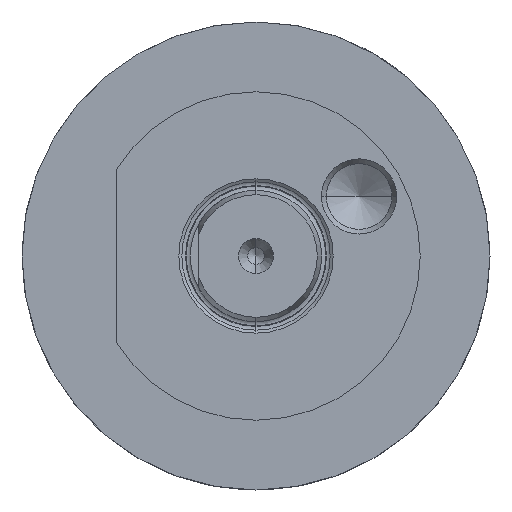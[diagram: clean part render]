
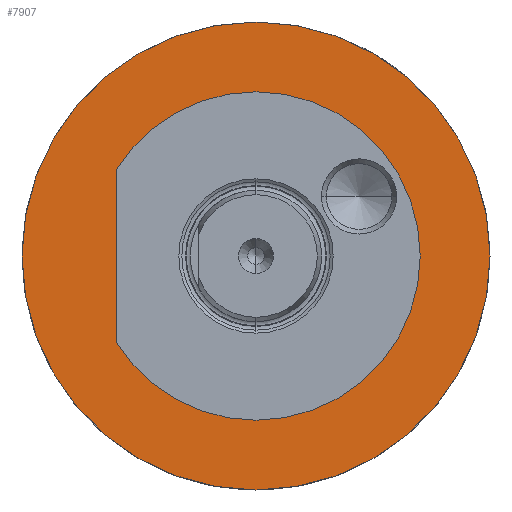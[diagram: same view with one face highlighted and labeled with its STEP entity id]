
A CAD part, left-side view. The second image highlights one B-rep face of the part: STEP entity #7907.
In plain terms, the highlighted planar face has unit normal (-1, 0, 0).
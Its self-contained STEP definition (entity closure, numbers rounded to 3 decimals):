
#858 = CARTESIAN_POINT ( 'NONE',  ( 5., 17., 28.501 ) ) ;
#1388 = CARTESIAN_POINT ( 'NONE',  ( 5., 17., 10.536 ) ) ;
#1862 = VERTEX_POINT ( 'NONE', #1388 ) ;
#2093 = FACE_OUTER_BOUND ( 'NONE', #9228, .T. ) ;
#2135 = DIRECTION ( 'NONE',  ( -1., 0., 0. ) ) ;
#2652 = AXIS2_PLACEMENT_3D ( 'NONE', #22708, #9314, #24983 ) ;
#4452 = CARTESIAN_POINT ( 'NONE',  ( 5., 17., -10.536 ) ) ;
#4646 = EDGE_CURVE ( 'NONE', #12821, #15188, #12823, .T. ) ;
#5491 = CIRCLE ( 'NONE', #15430, 20. ) ;
#6377 = EDGE_CURVE ( 'NONE', #17484, #1862, #11063, .T. ) ;
#6595 = DIRECTION ( 'NONE',  ( 1., 0., 0. ) ) ;
#6708 = AXIS2_PLACEMENT_3D ( 'NONE', #15569, #2135, #17817 ) ;
#6802 = AXIS2_PLACEMENT_3D ( 'NONE', #26640, #13158, #28909 ) ;
#6807 = ORIENTED_EDGE ( 'NONE', *, *, #25118, .F. ) ;
#6962 = CIRCLE ( 'NONE', #2652, 28.5 ) ;
#7834 = DIRECTION ( 'NONE',  ( -1., 0., 0. ) ) ;
#7907 = ADVANCED_FACE ( 'NONE', ( #25974, #2093 ), #22167, .F. ) ;
#8048 = ORIENTED_EDGE ( 'NONE', *, *, #17072, .F. ) ;
#9228 = EDGE_LOOP ( 'NONE', ( #24110, #9925 ) ) ;
#9314 = DIRECTION ( 'NONE',  ( -1., 0., 0. ) ) ;
#9473 = ORIENTED_EDGE ( 'NONE', *, *, #6377, .F. ) ;
#9925 = ORIENTED_EDGE ( 'NONE', *, *, #4646, .T. ) ;
#10947 = CIRCLE ( 'NONE', #6802, 20. ) ;
#11063 = CIRCLE ( 'NONE', #6708, 20. ) ;
#11176 = DIRECTION ( 'NONE',  ( -1., 0., 0. ) ) ;
#12019 = DIRECTION ( 'NONE',  ( 0., 0., -1. ) ) ;
#12291 = LINE ( 'NONE', #858, #28844 ) ;
#12821 = VERTEX_POINT ( 'NONE', #17925 ) ;
#12823 = CIRCLE ( 'NONE', #23319, 28.5 ) ;
#13158 = DIRECTION ( 'NONE',  ( -1., 0., 0. ) ) ;
#15188 = VERTEX_POINT ( 'NONE', #18297 ) ;
#15430 = AXIS2_PLACEMENT_3D ( 'NONE', #21245, #7834, #23513 ) ;
#15569 = CARTESIAN_POINT ( 'NONE',  ( 5., 0., 0. ) ) ;
#16443 = CARTESIAN_POINT ( 'NONE',  ( 5., 0., -20. ) ) ;
#16517 = CARTESIAN_POINT ( 'NONE',  ( 5., 0., 20. ) ) ;
#16656 = EDGE_CURVE ( 'NONE', #15188, #12821, #6962, .T. ) ;
#16738 = VERTEX_POINT ( 'NONE', #16443 ) ;
#17072 = EDGE_CURVE ( 'NONE', #23120, #16738, #5491, .T. ) ;
#17484 = VERTEX_POINT ( 'NONE', #16517 ) ;
#17817 = DIRECTION ( 'NONE',  ( 0., 0., 1. ) ) ;
#17925 = CARTESIAN_POINT ( 'NONE',  ( 5., 0., -28.5 ) ) ;
#18297 = CARTESIAN_POINT ( 'NONE',  ( 5., 0., 28.5 ) ) ;
#18592 = AXIS2_PLACEMENT_3D ( 'NONE', #20012, #6595, #22263 ) ;
#20012 = CARTESIAN_POINT ( 'NONE',  ( 5., 25., 28.501 ) ) ;
#20301 = EDGE_CURVE ( 'NONE', #1862, #23120, #12291, .T. ) ;
#20878 = EDGE_LOOP ( 'NONE', ( #25980, #9473, #6807, #8048 ) ) ;
#21245 = CARTESIAN_POINT ( 'NONE',  ( 5., 0., 0. ) ) ;
#22167 = PLANE ( 'NONE',  #18592 ) ;
#22263 = DIRECTION ( 'NONE',  ( 0., 1., 0. ) ) ;
#22708 = CARTESIAN_POINT ( 'NONE',  ( 5., 0., 0. ) ) ;
#23120 = VERTEX_POINT ( 'NONE', #4452 ) ;
#23319 = AXIS2_PLACEMENT_3D ( 'NONE', #24603, #11176, #26905 ) ;
#23513 = DIRECTION ( 'NONE',  ( 0., 0., 1. ) ) ;
#24110 = ORIENTED_EDGE ( 'NONE', *, *, #16656, .T. ) ;
#24603 = CARTESIAN_POINT ( 'NONE',  ( 5., 0., 0. ) ) ;
#24983 = DIRECTION ( 'NONE',  ( 0., 0., 1. ) ) ;
#25118 = EDGE_CURVE ( 'NONE', #16738, #17484, #10947, .T. ) ;
#25974 = FACE_BOUND ( 'NONE', #20878, .T. ) ;
#25980 = ORIENTED_EDGE ( 'NONE', *, *, #20301, .F. ) ;
#26640 = CARTESIAN_POINT ( 'NONE',  ( 5., 0., 0. ) ) ;
#26905 = DIRECTION ( 'NONE',  ( 0., 0., 1. ) ) ;
#28844 = VECTOR ( 'NONE', #12019, 1000. ) ;
#28909 = DIRECTION ( 'NONE',  ( 0., 0., 1. ) ) ;
